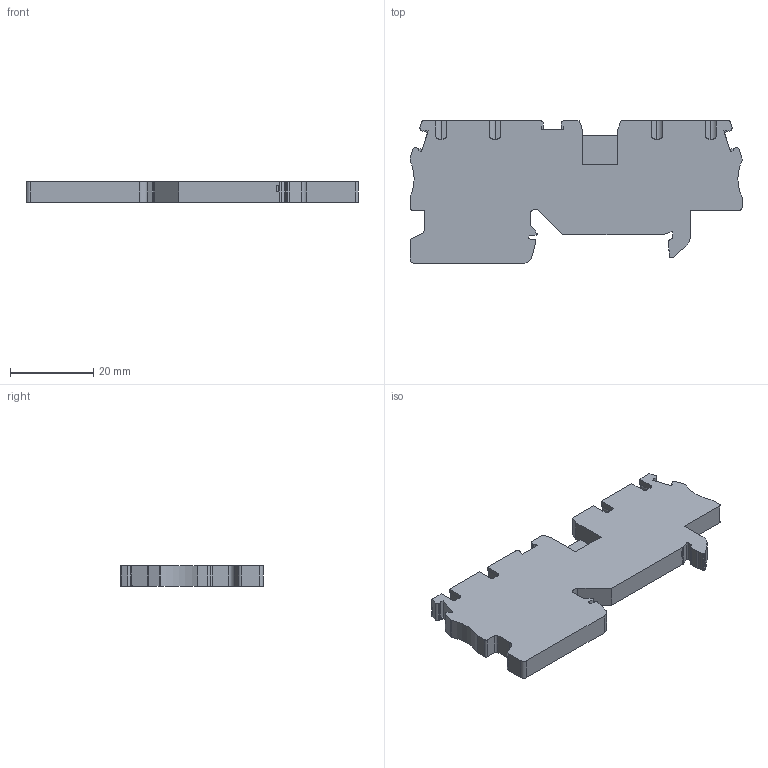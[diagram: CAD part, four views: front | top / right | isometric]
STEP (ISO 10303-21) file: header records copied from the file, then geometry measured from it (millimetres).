
FILE_DESCRIPTION(/* description */ ('Unknown'),/* implementation_level */ '2;1');
FILE_NAME(/* name */ 'DSET2.5-2X2_GN_3D',/* time_stamp */ '2019-11-06T16:49:42+05:00',/* author */ ('Unknown'),/* organization */ ('Unknown'),/* preprocessor_version */ 'ST-DEVELOPER v16.7',/* originating_system */ 'DEX',/* authorisation */ $);
FILE_SCHEMA (('AUTOMOTIVE_DESIGN {1 0 10303 214 3 1 1}'));
Length unit declared in the file: millimetre
Products named in the file (1): DSET2.5-2X2_GN_3D
Bounding box: 80 x 34.3 x 5 mm (x, y, z)
Volume: 9988.9 mm3; surface area: 6551.1 mm2
Topology: 1 solids, 1 shells, 179 faces, 513 edges, 341 vertices
Faces by surface type: plane 127, cylinder 52
Entity records: 5869 total; most frequent: CARTESIAN_POINT 1054, ORIENTED_EDGE 1026, DIRECTION 973, EDGE_CURVE 513, LINE 405, VECTOR 405, VERTEX_POINT 341, AXIS2_PLACEMENT_3D 284
